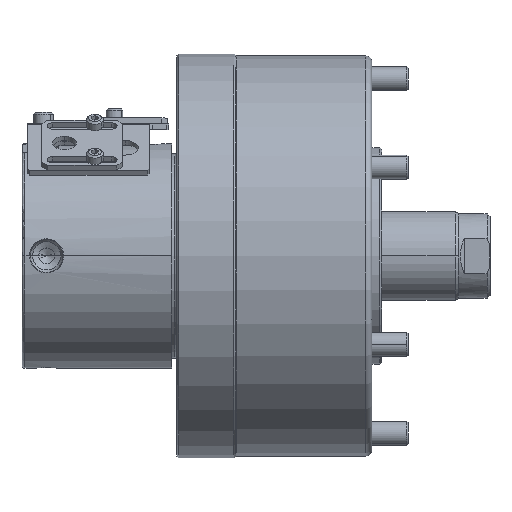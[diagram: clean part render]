
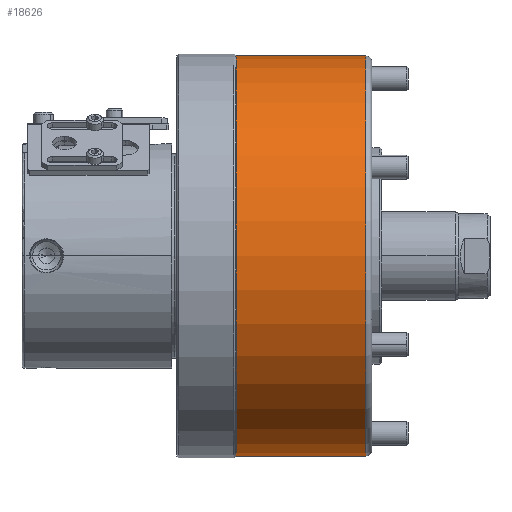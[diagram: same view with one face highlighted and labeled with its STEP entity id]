
A CAD part, top view. The second image highlights one B-rep face of the part: STEP entity #18626.
In plain terms, the highlighted cylindrical face has radius 101.5 mm (diameter 203 mm), a partial arc.
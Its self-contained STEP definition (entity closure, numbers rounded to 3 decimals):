
#271 = CARTESIAN_POINT ( 'NONE',  ( 75., 0., 0. ) ) ;
#316 = ORIENTED_EDGE ( 'NONE', *, *, #15444, .T. ) ;
#1947 = DIRECTION ( 'NONE',  ( 0., 0., 1. ) ) ;
#2990 = DIRECTION ( 'NONE',  ( -1., 0., 0. ) ) ;
#3517 = DIRECTION ( 'NONE',  ( -1., 0., 0. ) ) ;
#4226 = CARTESIAN_POINT ( 'NONE',  ( 0., 0., -101.5 ) ) ;
#4474 = VERTEX_POINT ( 'NONE', #16544 ) ;
#5693 = CARTESIAN_POINT ( 'NONE',  ( 75., 0., 101.5 ) ) ;
#5802 = DIRECTION ( 'NONE',  ( -1., 0., 0. ) ) ;
#5869 = CIRCLE ( 'NONE', #14521, 101.5 ) ;
#6449 = CARTESIAN_POINT ( 'NONE',  ( 75., 0., -101.5 ) ) ;
#6522 = ORIENTED_EDGE ( 'NONE', *, *, #16308, .F. ) ;
#6687 = ORIENTED_EDGE ( 'NONE', *, *, #13528, .T. ) ;
#6848 = CYLINDRICAL_SURFACE ( 'NONE', #8822, 101.5 ) ;
#8466 = LINE ( 'NONE', #4226, #12821 ) ;
#8822 = AXIS2_PLACEMENT_3D ( 'NONE', #17698, #2990, #19350 ) ;
#10067 = CARTESIAN_POINT ( 'NONE',  ( 0., 0., 101.5 ) ) ;
#10093 = VERTEX_POINT ( 'NONE', #6449 ) ;
#11796 = DIRECTION ( 'NONE',  ( -1., 0., 0. ) ) ;
#12450 = AXIS2_PLACEMENT_3D ( 'NONE', #271, #11796, #1947 ) ;
#12734 = EDGE_LOOP ( 'NONE', ( #14398, #316, #6687, #6522 ) ) ;
#12821 = VECTOR ( 'NONE', #14069, 1000. ) ;
#12868 = VERTEX_POINT ( 'NONE', #15881 ) ;
#13528 = EDGE_CURVE ( 'NONE', #21223, #12868, #21285, .T. ) ;
#13767 = EDGE_CURVE ( 'NONE', #10093, #4474, #8466, .T. ) ;
#14069 = DIRECTION ( 'NONE',  ( -1., 0., 0. ) ) ;
#14398 = ORIENTED_EDGE ( 'NONE', *, *, #13767, .F. ) ;
#14521 = AXIS2_PLACEMENT_3D ( 'NONE', #15631, #5802, #17288 ) ;
#15444 = EDGE_CURVE ( 'NONE', #10093, #21223, #19205, .T. ) ;
#15631 = CARTESIAN_POINT ( 'NONE',  ( 9.3, 0., 0. ) ) ;
#15881 = CARTESIAN_POINT ( 'NONE',  ( 9.3, 0., 101.5 ) ) ;
#16087 = FACE_OUTER_BOUND ( 'NONE', #12734, .T. ) ;
#16308 = EDGE_CURVE ( 'NONE', #4474, #12868, #5869, .T. ) ;
#16544 = CARTESIAN_POINT ( 'NONE',  ( 9.3, 0., -101.5 ) ) ;
#16923 = VECTOR ( 'NONE', #3517, 1000. ) ;
#17288 = DIRECTION ( 'NONE',  ( 0., 0., 1. ) ) ;
#17698 = CARTESIAN_POINT ( 'NONE',  ( 0., 0., 0. ) ) ;
#18626 = ADVANCED_FACE ( 'NONE', ( #16087 ), #6848, .T. ) ;
#19205 = CIRCLE ( 'NONE', #12450, 101.5 ) ;
#19350 = DIRECTION ( 'NONE',  ( 0., 0., 1. ) ) ;
#21223 = VERTEX_POINT ( 'NONE', #5693 ) ;
#21285 = LINE ( 'NONE', #10067, #16923 ) ;
